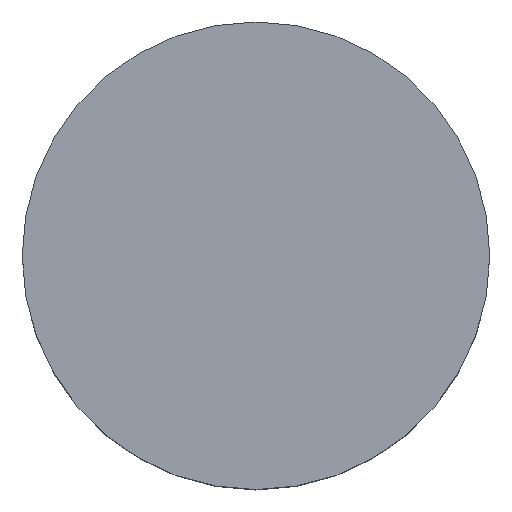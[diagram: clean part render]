
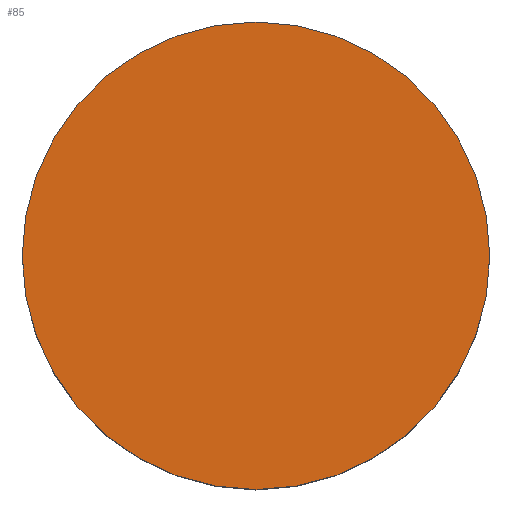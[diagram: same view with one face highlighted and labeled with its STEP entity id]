
A CAD part, top view. The second image highlights one B-rep face of the part: STEP entity #85.
In plain terms, the highlighted planar face has unit normal (0, 0, 1).
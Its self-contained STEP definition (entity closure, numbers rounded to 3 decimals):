
#10 = EDGE_CURVE ( 'NONE', #132, #156, #84, .T. ) ;
#27 = DIRECTION ( 'NONE',  ( 1., 0., 0. ) ) ;
#32 = CARTESIAN_POINT ( 'NONE',  ( -3., 0., 0. ) ) ;
#48 = ORIENTED_EDGE ( 'NONE', *, *, #10, .T. ) ;
#62 = DIRECTION ( 'NONE',  ( 1., 0., 0. ) ) ;
#83 = AXIS2_PLACEMENT_3D ( 'NONE', #225, #192, #195 ) ;
#84 = CIRCLE ( 'NONE', #83, 3. ) ;
#85 = ADVANCED_FACE ( 'NONE', ( #224 ), #139, .T. ) ;
#114 = DIRECTION ( 'NONE',  ( 0., 0., 1. ) ) ;
#116 = CARTESIAN_POINT ( 'NONE',  ( 3., 0., 0. ) ) ;
#132 = VERTEX_POINT ( 'NONE', #32 ) ;
#133 = DIRECTION ( 'NONE',  ( 0., 0., 1. ) ) ;
#139 = PLANE ( 'NONE',  #226 ) ;
#156 = VERTEX_POINT ( 'NONE', #116 ) ;
#159 = EDGE_LOOP ( 'NONE', ( #241, #48 ) ) ;
#161 = CIRCLE ( 'NONE', #347, 3. ) ;
#167 = CARTESIAN_POINT ( 'NONE',  ( 0., 0., 0. ) ) ;
#174 = EDGE_CURVE ( 'NONE', #156, #132, #161, .T. ) ;
#192 = DIRECTION ( 'NONE',  ( 0., 0., 1. ) ) ;
#195 = DIRECTION ( 'NONE',  ( 1., 0., 0. ) ) ;
#224 = FACE_OUTER_BOUND ( 'NONE', #159, .T. ) ;
#225 = CARTESIAN_POINT ( 'NONE',  ( 0., 0., 0. ) ) ;
#226 = AXIS2_PLACEMENT_3D ( 'NONE', #167, #133, #27 ) ;
#241 = ORIENTED_EDGE ( 'NONE', *, *, #174, .T. ) ;
#307 = CARTESIAN_POINT ( 'NONE',  ( 0., 0., 0. ) ) ;
#347 = AXIS2_PLACEMENT_3D ( 'NONE', #307, #114, #62 ) ;
